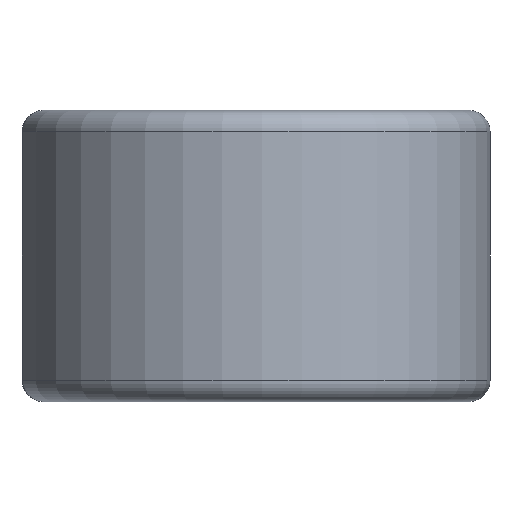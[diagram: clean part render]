
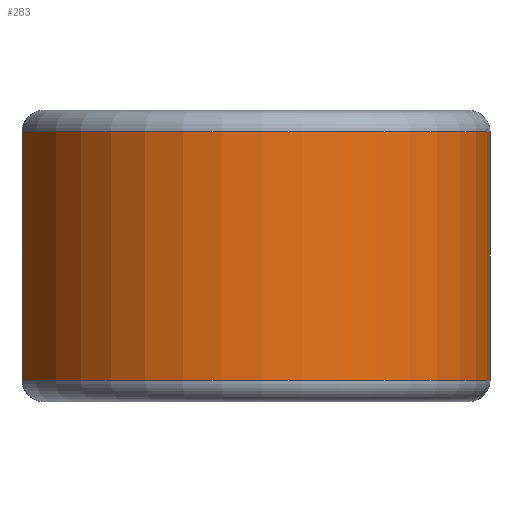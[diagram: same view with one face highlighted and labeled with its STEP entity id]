
A CAD part, left-side view. The second image highlights one B-rep face of the part: STEP entity #283.
In plain terms, the highlighted cylindrical face has radius 22 mm (diameter 44 mm), a partial arc.
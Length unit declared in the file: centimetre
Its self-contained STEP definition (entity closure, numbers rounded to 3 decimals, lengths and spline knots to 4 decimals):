
#105=VECTOR('',#342,1.);
#107=VECTOR('',#357,1.);
#109=LINE('',#445,#105);
#111=LINE('',#455,#107);
#115=CYLINDRICAL_SURFACE('',#399,2.2);
#118=VERTEX_POINT('',#402);
#121=VERTEX_POINT('',#409);
#124=VERTEX_POINT('',#416);
#129=VERTEX_POINT('',#434);
#148=CIRCLE('',#382,2.2);
#156=CIRCLE('',#395,2.2);
#172=EDGE_CURVE('',#121,#118,#148,.T.);
#179=EDGE_CURVE('',#118,#124,#109,.T.);
#182=EDGE_CURVE('',#124,#129,#156,.T.);
#185=EDGE_CURVE('',#129,#121,#111,.T.);
#238=ORIENTED_EDGE('',*,*,#172,.F.);
#239=ORIENTED_EDGE('',*,*,#185,.F.);
#240=ORIENTED_EDGE('',*,*,#182,.F.);
#241=ORIENTED_EDGE('',*,*,#179,.F.);
#255=EDGE_LOOP('',(#238,#239,#240,#241));
#269=FACE_BOUND('',#255,.T.);
#283=ADVANCED_FACE('',(#269),#115,.T.);
#323=DIRECTION('',(0.,0.,1.));
#324=DIRECTION('',(0.,-2.2,0.));
#342=DIRECTION('',(0.,0.,-1.));
#350=DIRECTION('',(0.,0.,-1.));
#351=DIRECTION('',(0.,-2.2,0.));
#357=DIRECTION('',(0.,0.,1.));
#360=DIRECTION('',(0.,0.,1.));
#361=DIRECTION('',(2.2,0.,0.));
#382=AXIS2_PLACEMENT_3D('',#431,#323,#324);
#395=AXIS2_PLACEMENT_3D('',#451,#350,#351);
#399=AXIS2_PLACEMENT_3D('',#457,#360,#361);
#402=CARTESIAN_POINT('',(0.55,2.1301,1.15));
#409=CARTESIAN_POINT('',(-0.55,2.1301,1.15));
#416=CARTESIAN_POINT('',(0.55,2.1301,-1.15));
#431=CARTESIAN_POINT('',(0.,0.,1.15));
#434=CARTESIAN_POINT('',(-0.55,2.1301,-1.15));
#445=CARTESIAN_POINT('',(0.55,2.1301,-1.35));
#451=CARTESIAN_POINT('',(0.,0.,-1.15));
#455=CARTESIAN_POINT('',(-0.55,2.1301,-1.35));
#457=CARTESIAN_POINT('',(0.,0.,-1.35));
